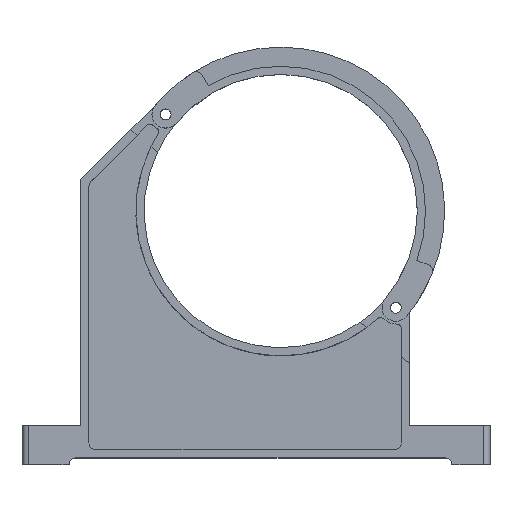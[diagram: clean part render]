
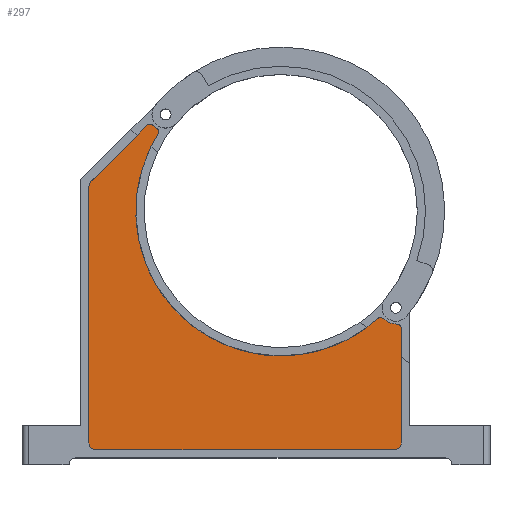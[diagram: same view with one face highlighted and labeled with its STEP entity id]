
A CAD part, top view. The second image highlights one B-rep face of the part: STEP entity #297.
In plain terms, the highlighted planar face has unit normal (0, 0, 1).
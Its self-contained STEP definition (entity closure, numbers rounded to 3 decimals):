
#297 = ADVANCED_FACE( '', ( #611 ), #612, .T. );
#611 = FACE_OUTER_BOUND( '', #927, .T. );
#612 = PLANE( '', #928 );
#927 = EDGE_LOOP( '', ( #1822, #1823, #1824, #1825, #1826, #1827, #1828, #1829, #1830, #1831, #1832, #1833, #1834, #1835 ) );
#928 = AXIS2_PLACEMENT_3D( '', #1836, #1837, #1838 );
#1822 = ORIENTED_EDGE( '', *, *, #2311, .T. );
#1823 = ORIENTED_EDGE( '', *, *, #2267, .T. );
#1824 = ORIENTED_EDGE( '', *, *, #2100, .T. );
#1825 = ORIENTED_EDGE( '', *, *, #2300, .T. );
#1826 = ORIENTED_EDGE( '', *, *, #2224, .T. );
#1827 = ORIENTED_EDGE( '', *, *, #2163, .T. );
#1828 = ORIENTED_EDGE( '', *, *, #2190, .T. );
#1829 = ORIENTED_EDGE( '', *, *, #2247, .F. );
#1830 = ORIENTED_EDGE( '', *, *, #2312, .T. );
#1831 = ORIENTED_EDGE( '', *, *, #2186, .F. );
#1832 = ORIENTED_EDGE( '', *, *, #2306, .T. );
#1833 = ORIENTED_EDGE( '', *, *, #2040, .F. );
#1834 = ORIENTED_EDGE( '', *, *, #2238, .T. );
#1835 = ORIENTED_EDGE( '', *, *, #2076, .T. );
#1836 = CARTESIAN_POINT( '', ( -94.725, 12.765, 3.5 ) );
#1837 = DIRECTION( '', ( 0., 0., 1. ) );
#1838 = DIRECTION( '', ( 1., 0., 0. ) );
#2040 = EDGE_CURVE( '', #2509, #2511, #2512, .T. );
#2076 = EDGE_CURVE( '', #2567, #2565, #2568, .T. );
#2100 = EDGE_CURVE( '', #2607, #2605, #2608, .T. );
#2163 = EDGE_CURVE( '', #2701, #2699, #2702, .T. );
#2186 = EDGE_CURVE( '', #2733, #2735, #2736, .T. );
#2190 = EDGE_CURVE( '', #2699, #2740, #2742, .T. );
#2224 = EDGE_CURVE( '', #2791, #2701, #2792, .T. );
#2238 = EDGE_CURVE( '', #2509, #2567, #2806, .T. );
#2247 = EDGE_CURVE( '', #2814, #2740, #2816, .T. );
#2267 = EDGE_CURVE( '', #2841, #2607, #2842, .T. );
#2300 = EDGE_CURVE( '', #2605, #2791, #2878, .T. );
#2306 = EDGE_CURVE( '', #2733, #2511, #2884, .T. );
#2311 = EDGE_CURVE( '', #2565, #2841, #2889, .T. );
#2312 = EDGE_CURVE( '', #2814, #2735, #2890, .T. );
#2509 = VERTEX_POINT( '', #3140 );
#2511 = VERTEX_POINT( '', #3143 );
#2512 = CIRCLE( '', #3144, 8.4 );
#2565 = VERTEX_POINT( '', #3217 );
#2567 = VERTEX_POINT( '', #3220 );
#2568 = LINE( '', #3221, #3222 );
#2605 = VERTEX_POINT( '', #3268 );
#2607 = VERTEX_POINT( '', #3271 );
#2608 = CIRCLE( '', #3272, 3.5 );
#2699 = VERTEX_POINT( '', #3391 );
#2701 = VERTEX_POINT( '', #3394 );
#2702 = LINE( '', #3395, #3396 );
#2733 = VERTEX_POINT( '', #3436 );
#2735 = VERTEX_POINT( '', #3439 );
#2736 = CIRCLE( '', #3440, 74.2 );
#2740 = VERTEX_POINT( '', #3445 );
#2742 = CIRCLE( '', #3448, 2.333 );
#2791 = VERTEX_POINT( '', #3507 );
#2792 = CIRCLE( '', #3508, 3.5 );
#2806 = CIRCLE( '', #3527, 2.333 );
#2814 = VERTEX_POINT( '', #3539 );
#2816 = CIRCLE( '', #3542, 8.4 );
#2841 = VERTEX_POINT( '', #3575 );
#2842 = LINE( '', #3576, #3577 );
#2878 = LINE( '', #3624, #3625 );
#2884 = CIRCLE( '', #3632, 2.333 );
#2889 = CIRCLE( '', #3637, 3.5 );
#2890 = CIRCLE( '', #3638, 2.333 );
#3140 = CARTESIAN_POINT( '', ( -65.178, 43.819, 3.5 ) );
#3143 = CARTESIAN_POINT( '', ( -63.623, 42.491, 3.5 ) );
#3144 = AXIS2_PLACEMENT_3D( '', #3799, #3800, #3801 );
#3217 = CARTESIAN_POINT( '', ( -97.2, 15.24, 3.5 ) );
#3220 = CARTESIAN_POINT( '', ( -68.548, 43.892, 3.5 ) );
#3221 = CARTESIAN_POINT( '', ( -68.548, 43.892, 3.5 ) );
#3222 = VECTOR( '', #3850, 1000. );
#3268 = CARTESIAN_POINT( '', ( -94.725, -122.3, 3.5 ) );
#3271 = CARTESIAN_POINT( '', ( -98.225, -118.8, 3.5 ) );
#3272 = AXIS2_PLACEMENT_3D( '', #3888, #3889, #3890 );
#3391 = CARTESIAN_POINT( '', ( 61.785, -60.218, 3.5 ) );
#3394 = CARTESIAN_POINT( '', ( 61.785, -118.8, 3.5 ) );
#3395 = CARTESIAN_POINT( '', ( 61.785, -118.8, 3.5 ) );
#3396 = VECTOR( '', #3986, 1000. );
#3436 = CARTESIAN_POINT( '', ( -62.932, 39.309, 3.5 ) );
#3439 = CARTESIAN_POINT( '', ( 49.64, -55.15, 3.5 ) );
#3440 = AXIS2_PLACEMENT_3D( '', #4015, #4016, #4017 );
#3445 = CARTESIAN_POINT( '', ( 59.351, -57.887, 3.5 ) );
#3448 = AXIS2_PLACEMENT_3D( '', #4020, #4021, #4022 );
#3507 = CARTESIAN_POINT( '', ( 58.285, -122.3, 3.5 ) );
#3508 = AXIS2_PLACEMENT_3D( '', #4084, #4085, #4086 );
#3527 = AXIS2_PLACEMENT_3D( '', #4098, #4099, #4100 );
#3539 = CARTESIAN_POINT( '', ( 52.893, -55.278, 3.5 ) );
#3542 = AXIS2_PLACEMENT_3D( '', #4106, #4107, #4108 );
#3575 = CARTESIAN_POINT( '', ( -98.225, 12.765, 3.5 ) );
#3576 = CARTESIAN_POINT( '', ( -98.225, 12.765, 3.5 ) );
#3577 = VECTOR( '', #4132, 1000. );
#3624 = CARTESIAN_POINT( '', ( -94.725, -122.3, 3.5 ) );
#3625 = VECTOR( '', #4162, 1000. );
#3632 = AXIS2_PLACEMENT_3D( '', #4167, #4168, #4169 );
#3637 = AXIS2_PLACEMENT_3D( '', #4170, #4171, #4172 );
#3638 = AXIS2_PLACEMENT_3D( '', #4173, #4174, #4175 );
#3799 = CARTESIAN_POINT( '', ( -58.985, 49.495, 3.5 ) );
#3800 = DIRECTION( '', ( 0., 0., 1. ) );
#3801 = DIRECTION( '', ( 1., 0., 0. ) );
#3850 = DIRECTION( '', ( -0.707, -0.707, 0. ) );
#3888 = CARTESIAN_POINT( '', ( -94.725, -118.8, 3.5 ) );
#3889 = DIRECTION( '', ( 0., 0., 1. ) );
#3890 = DIRECTION( '', ( 1., 0., 0. ) );
#3986 = DIRECTION( '', ( 0., 1., 0. ) );
#4015 = CARTESIAN_POINT( '', ( 0., 0., 3.5 ) );
#4016 = DIRECTION( '', ( 0., 0., 1. ) );
#4017 = DIRECTION( '', ( 1., 0., 0. ) );
#4020 = CARTESIAN_POINT( '', ( 59.452, -60.218, 3.5 ) );
#4021 = DIRECTION( '', ( 0., 0., 1. ) );
#4022 = DIRECTION( '', ( 1., 0., 0. ) );
#4084 = CARTESIAN_POINT( '', ( 58.285, -118.8, 3.5 ) );
#4085 = DIRECTION( '', ( 0., 0., 1. ) );
#4086 = DIRECTION( '', ( 1., 0., 0. ) );
#4098 = CARTESIAN_POINT( '', ( -66.898, 42.242, 3.5 ) );
#4099 = DIRECTION( '', ( 0., 0., 1. ) );
#4100 = DIRECTION( '', ( 1., 0., 0. ) );
#4106 = CARTESIAN_POINT( '', ( 58.985, -49.495, 3.5 ) );
#4107 = DIRECTION( '', ( 0., 0., 1. ) );
#4108 = DIRECTION( '', ( 1., 0., 0. ) );
#4132 = DIRECTION( '', ( 0., -1., 0. ) );
#4162 = DIRECTION( '', ( 1., 0., 0. ) );
#4167 = CARTESIAN_POINT( '', ( -64.911, 40.545, 3.5 ) );
#4168 = DIRECTION( '', ( 0., 0., 1. ) );
#4169 = DIRECTION( '', ( 1., 0., 0. ) );
#4170 = CARTESIAN_POINT( '', ( -94.725, 12.765, 3.5 ) );
#4171 = DIRECTION( '', ( 0., 0., 1. ) );
#4172 = DIRECTION( '', ( 1., 0., 0. ) );
#4173 = CARTESIAN_POINT( '', ( 51.201, -56.884, 3.5 ) );
#4174 = DIRECTION( '', ( 0., 0., 1. ) );
#4175 = DIRECTION( '', ( 1., 0., 0. ) );
